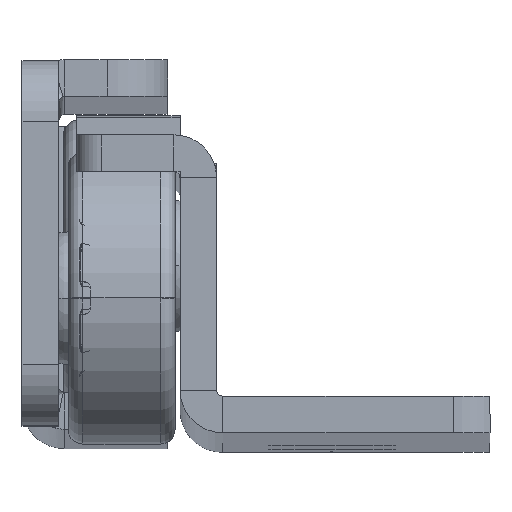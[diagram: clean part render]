
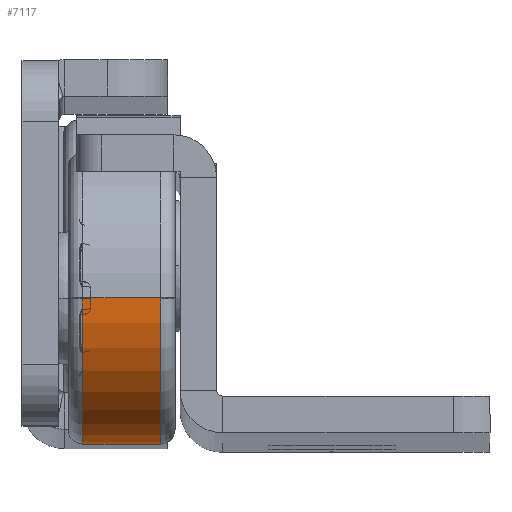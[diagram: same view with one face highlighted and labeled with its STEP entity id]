
A CAD part, top view. The second image highlights one B-rep face of the part: STEP entity #7117.
In plain terms, the highlighted cylindrical face has radius 12 mm (diameter 24 mm), a partial arc.
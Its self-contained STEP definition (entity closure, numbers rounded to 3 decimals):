
#256 = ORIENTED_EDGE ( 'NONE', *, *, #12198, .F. ) ;
#1078 = LINE ( 'NONE', #10115, #9674 ) ;
#1171 = CIRCLE ( 'NONE', #4306, 12. ) ;
#1471 = CARTESIAN_POINT ( 'NONE',  ( 0., 0., 0. ) ) ;
#2656 = DIRECTION ( 'NONE',  ( -1., 0., 0. ) ) ;
#2733 = VECTOR ( 'NONE', #6821, 1000. ) ;
#3024 = CARTESIAN_POINT ( 'NONE',  ( 1.2, 0., 0. ) ) ;
#3073 = CARTESIAN_POINT ( 'NONE',  ( 1.2, 0., 12. ) ) ;
#4306 = AXIS2_PLACEMENT_3D ( 'NONE', #17217, #17311, #6679 ) ;
#4711 = ORIENTED_EDGE ( 'NONE', *, *, #10517, .T. ) ;
#4985 = CARTESIAN_POINT ( 'NONE',  ( 7.6, 0., -12. ) ) ;
#5143 = CARTESIAN_POINT ( 'NONE',  ( 0., 0., -12. ) ) ;
#5251 = VERTEX_POINT ( 'NONE', #4985 ) ;
#6679 = DIRECTION ( 'NONE',  ( 0., 0., 1. ) ) ;
#6821 = DIRECTION ( 'NONE',  ( -1., 0., 0. ) ) ;
#7117 = ADVANCED_FACE ( 'NONE', ( #7197 ), #19302, .T. ) ;
#7197 = FACE_OUTER_BOUND ( 'NONE', #10245, .T. ) ;
#8164 = ORIENTED_EDGE ( 'NONE', *, *, #11310, .T. ) ;
#8748 = CIRCLE ( 'NONE', #15630, 12. ) ;
#9018 = DIRECTION ( 'NONE',  ( 0., 0., 1. ) ) ;
#9674 = VECTOR ( 'NONE', #2656, 1000. ) ;
#9855 = ORIENTED_EDGE ( 'NONE', *, *, #12754, .F. ) ;
#10115 = CARTESIAN_POINT ( 'NONE',  ( 0., 0., 12. ) ) ;
#10245 = EDGE_LOOP ( 'NONE', ( #8164, #4711, #9855, #256 ) ) ;
#10394 = CARTESIAN_POINT ( 'NONE',  ( 1.2, 0., -12. ) ) ;
#10517 = EDGE_CURVE ( 'NONE', #5251, #11020, #17159, .T. ) ;
#10663 = DIRECTION ( 'NONE',  ( -1., 0., 0. ) ) ;
#11020 = VERTEX_POINT ( 'NONE', #10394 ) ;
#11310 = EDGE_CURVE ( 'NONE', #15155, #5251, #1171, .T. ) ;
#11770 = CARTESIAN_POINT ( 'NONE',  ( 7.6, 0., 12. ) ) ;
#11856 = VERTEX_POINT ( 'NONE', #3073 ) ;
#12198 = EDGE_CURVE ( 'NONE', #15155, #11856, #1078, .T. ) ;
#12754 = EDGE_CURVE ( 'NONE', #11856, #11020, #8748, .T. ) ;
#13262 = DIRECTION ( 'NONE',  ( 0., 0., 1. ) ) ;
#15155 = VERTEX_POINT ( 'NONE', #11770 ) ;
#15630 = AXIS2_PLACEMENT_3D ( 'NONE', #3024, #10663, #9018 ) ;
#16285 = DIRECTION ( 'NONE',  ( -1., 0., 0. ) ) ;
#17159 = LINE ( 'NONE', #5143, #2733 ) ;
#17217 = CARTESIAN_POINT ( 'NONE',  ( 7.6, 0., 0. ) ) ;
#17311 = DIRECTION ( 'NONE',  ( -1., 0., 0. ) ) ;
#17391 = AXIS2_PLACEMENT_3D ( 'NONE', #1471, #16285, #13262 ) ;
#19302 = CYLINDRICAL_SURFACE ( 'NONE', #17391, 12. ) ;
